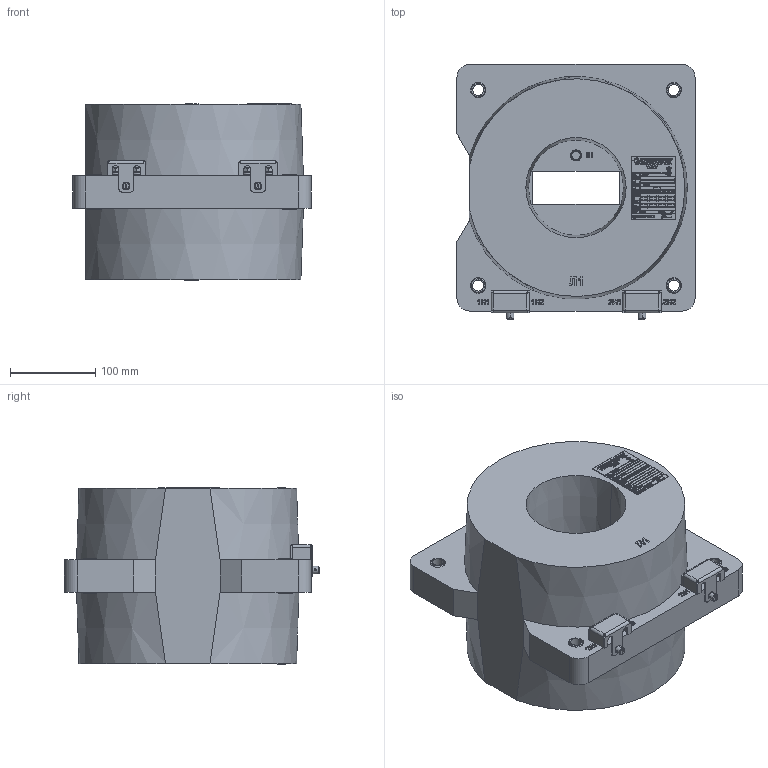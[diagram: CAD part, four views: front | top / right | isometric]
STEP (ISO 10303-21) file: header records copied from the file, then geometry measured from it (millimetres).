
FILE_DESCRIPTION (( 'STEP AP214' ), '1' );
FILE_NAME ('ﾒﾋﾊ-ﾑﾒ-10-ﾒﾘﾋﾏ.STEP', '2023-06-09T06:53:28', ( '' ), ( '' ), 'SwSTEP 2.0', 'SolidWorks 2014', '' );
FILE_SCHEMA (( 'AUTOMOTIVE_DESIGN' ));
Length unit declared in the file: millimetre
Products named in the file (45): 令腧 󊬱2.58.019 梦岩 7798-70 (DIN933); ﾒﾋﾊ-ﾑﾒ-10-ﾒﾘﾋﾏ; ﾘ琺矜 6.65ﾃ.019 ﾃﾎﾑﾒ 6402-70 (DIN127B); ÂÅÈÓ.754312.182À Òàáëè÷êà òåõíè÷åñêèõ äàííûõ ÒËÊ-ÑÒ__-00; ﾘ琺矜 6.016 ﾃﾎﾑﾒ11371-78 (DIN125A); ﾏ瑕褪 ﾌ6; 屡扔.758181.002 妈眚 镫铎徼痤忸黜; ÂÅÈÓ.735314.016 Êðûøêà çàùèòíàÿ; ÂÅÈÓ.758472.015 Ãàéêà; 屡扔.671235.312-01-01蚜_-01; 屡扔.713174.003 买箅赅; 屡扔.713174.003 买箅赅_-01; ÂÅÈÓ.758472.007-01 Ãàéêà; Êîðïóñ ÒØËÏ-10  3_2å ®¡¬®â; ÂÅÈÓ.754312.182À Òàáëè÷êà òåõíè÷åñêèõ äàííûõ ÒËÊ-ÑÒ_; 扻豵鵨 眧冾-10  3
Assembly tree (26 placements, depth 3):
  令腧 󊬱2.58.019 梦岩 7798-70 (DIN933)
  ﾒﾋﾊ-ﾑﾒ-10-ﾒﾘﾋﾏ
    屡扔.671235.312-01-01蚜_-01
      Êîðïóñ ÒØËÏ-10  3_2å ®¡¬®â
      ÂÅÈÓ.758472.007-01 Ãàéêà  x5
      屡扔.713174.003 买箅赅_-01  x4
      ÂÅÈÓ.758472.015 Ãàéêà  x2
    ÂÅÈÓ.735314.016 Êðûøêà çàùèòíàÿ  x2
    屡扔.758181.002 妈眚 镫铎徼痤忸黜  x2
    ﾏ瑕褪 ﾌ6  x5
      令腧 󊬱2.58.019 梦岩 7798-70 (DIN933)
      ﾘ琺矜 6.016 ﾃﾎﾑﾒ11371-78 (DIN125A)
      ﾘ琺矜 6.65ﾃ.019 ﾃﾎﾑﾒ 6402-70 (DIN127B)
    ÂÅÈÓ.754312.182À Òàáëè÷êà òåõíè÷åñêèõ äàííûõ ÒËÊ-ÑÒ__-00
  ﾘ琺矜 6.65ﾃ.019 ﾃﾎﾑﾒ 6402-70 (DIN127B)
  ﾘ琺矜 6.016 ﾃﾎﾑﾒ11371-78 (DIN125A)
  令腧 󊬱2.58.019 梦岩 7798-70 (DIN933)
Bounding box: 280 x 300 x 207.6 mm (x, y, z)
Volume: 9963047.1 mm3; surface area: 455978.7 mm2
Topology: 32 solids, 32 shells, 3579 faces, 9358 edges, 6150 vertices
Faces by surface type: plane 2207, bspline 961, cylinder 256, cone 145, torus 10
Entity records: 173121 total; most frequent: CARTESIAN_POINT 72204, ORIENTED_EDGE 16496, DIRECTION 11015, EDGE_CURVE 8248, VECTOR 6045, LINE 6045, VERTEX_POINT 5476, EDGE_LOOP 3438
